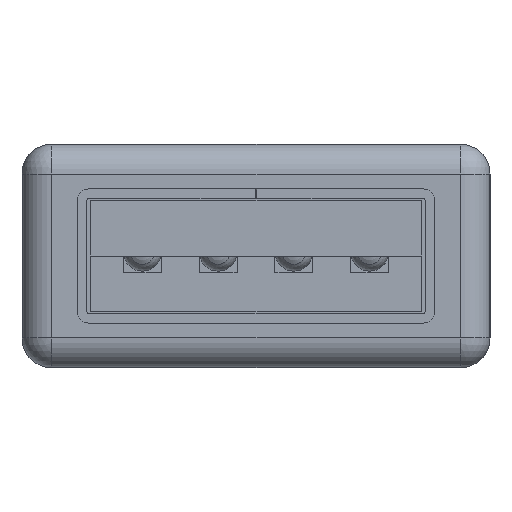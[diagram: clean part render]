
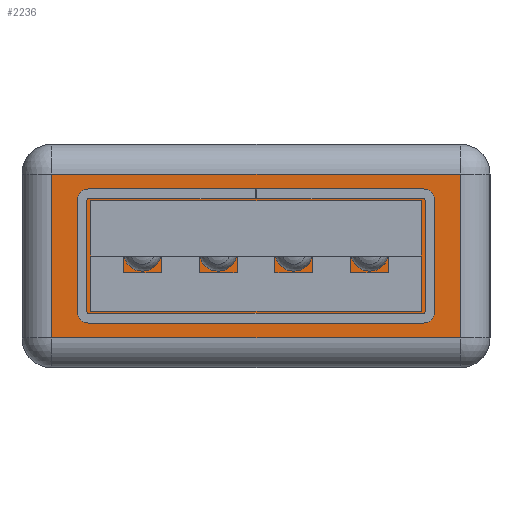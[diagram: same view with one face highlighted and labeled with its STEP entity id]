
A CAD part, front view. The second image highlights one B-rep face of the part: STEP entity #2236.
In plain terms, the highlighted face is planar.
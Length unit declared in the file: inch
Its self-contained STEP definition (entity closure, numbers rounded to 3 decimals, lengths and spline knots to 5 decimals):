
#1454 = ORIENTED_EDGE ( 'NONE', *, *, #10816, .T. ) ;
#2227 = EDGE_LOOP ( 'NONE', ( #2332, #2230, #2344, #1454 ) ) ;
#2230 = ORIENTED_EDGE ( 'NONE', *, *, #2342, .T. ) ;
#2236 = ADVANCED_FACE ( 'NONE', ( #8422 ), #8420, .F. ) ;
#2325 = VERTEX_POINT ( 'NONE', #8597 ) ;
#2326 = EDGE_CURVE ( 'NONE', #2328, #2325, #8645, .T. ) ;
#2328 = VERTEX_POINT ( 'NONE', #8646 ) ;
#2332 = ORIENTED_EDGE ( 'NONE', *, *, #2326, .T. ) ;
#2341 = VERTEX_POINT ( 'NONE', #8625 ) ;
#2342 = EDGE_CURVE ( 'NONE', #2325, #2341, #8685, .T. ) ;
#2344 = ORIENTED_EDGE ( 'NONE', *, *, #2345, .T. ) ;
#2345 = EDGE_CURVE ( 'NONE', #2341, #11314, #8681, .T. ) ;
#8416 = DIRECTION ( 'NONE',  ( 1., 0., 0. ) ) ;
#8420 = PLANE ( 'NONE',  #8429 ) ;
#8422 = FACE_OUTER_BOUND ( 'NONE', #2227, .T. ) ;
#8429 = AXIS2_PLACEMENT_3D ( 'NONE', #8434, #8432, #8416 ) ;
#8432 = DIRECTION ( 'NONE',  ( 0., 0., 1. ) ) ;
#8434 = CARTESIAN_POINT ( 'NONE',  ( -0.30906, 0.14764, 0. ) ) ;
#8597 = CARTESIAN_POINT ( 'NONE',  ( 0.26969, 0.10827, 0. ) ) ;
#8625 = CARTESIAN_POINT ( 'NONE',  ( 0.26969, -0.10827, 0. ) ) ;
#8642 = DIRECTION ( 'NONE',  ( 1., 0., 0. ) ) ;
#8643 = VECTOR ( 'NONE', #8642, 39.37008 ) ;
#8644 = CARTESIAN_POINT ( 'NONE',  ( 0.30906, 0.10827, 0. ) ) ;
#8645 = LINE ( 'NONE', #8644, #8643 ) ;
#8646 = CARTESIAN_POINT ( 'NONE',  ( -0.26969, 0.10827, 0. ) ) ;
#8670 = DIRECTION ( 'NONE',  ( -1., 0., 0. ) ) ;
#8671 = VECTOR ( 'NONE', #8670, 39.37008 ) ;
#8674 = CARTESIAN_POINT ( 'NONE',  ( -0.30906, -0.10827, 0. ) ) ;
#8681 = LINE ( 'NONE', #8674, #8671 ) ;
#8682 = DIRECTION ( 'NONE',  ( 0., -1., 0. ) ) ;
#8683 = VECTOR ( 'NONE', #8682, 39.37008 ) ;
#8684 = CARTESIAN_POINT ( 'NONE',  ( 0.26969, 0.14764, 0. ) ) ;
#8685 = LINE ( 'NONE', #8684, #8683 ) ;
#10816 = EDGE_CURVE ( 'NONE', #11314, #2328, #16188, .T. ) ;
#11314 = VERTEX_POINT ( 'NONE', #17339 ) ;
#16185 = DIRECTION ( 'NONE',  ( 0., 1., 0. ) ) ;
#16186 = VECTOR ( 'NONE', #16185, 39.37008 ) ;
#16187 = CARTESIAN_POINT ( 'NONE',  ( -0.26969, 0.14764, 0. ) ) ;
#16188 = LINE ( 'NONE', #16187, #16186 ) ;
#17339 = CARTESIAN_POINT ( 'NONE',  ( -0.26969, -0.10827, 0. ) ) ;
